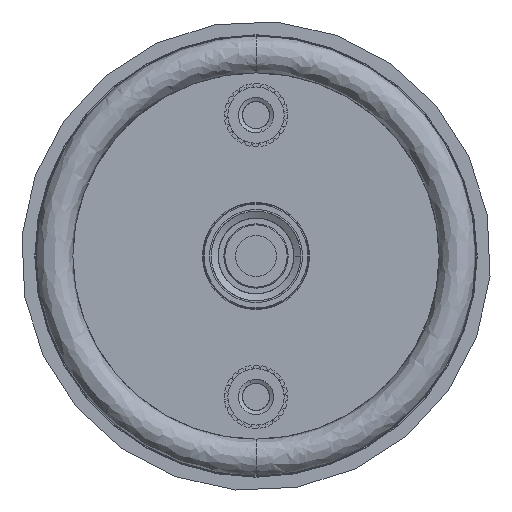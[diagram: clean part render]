
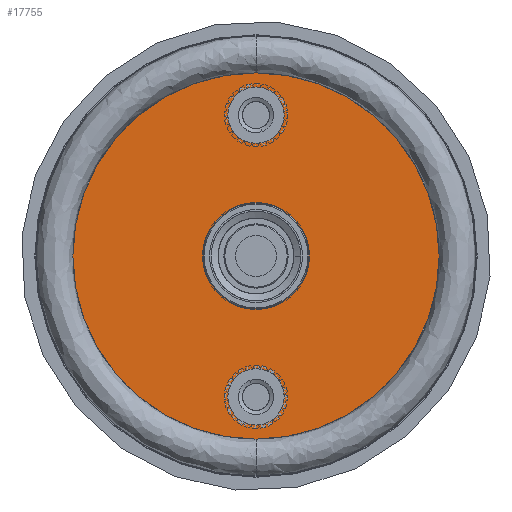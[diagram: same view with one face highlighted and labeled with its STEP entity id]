
A CAD part, front view. The second image highlights one B-rep face of the part: STEP entity #17755.
In plain terms, the highlighted planar face has unit normal (0, -1, 0).
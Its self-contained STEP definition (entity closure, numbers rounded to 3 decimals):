
#867 = DIRECTION ( 'NONE',  ( 1., 0., 0. ) ) ;
#1941 = VERTEX_POINT ( 'NONE', #30052 ) ;
#2012 = AXIS2_PLACEMENT_3D ( 'NONE', #29961, #15447, #867 ) ;
#2241 = EDGE_LOOP ( 'NONE', ( #24733, #15694 ) ) ;
#2537 = DIRECTION ( 'NONE',  ( 0., -1., 0. ) ) ;
#2551 = EDGE_LOOP ( 'NONE', ( #18871, #18662 ) ) ;
#3614 = DIRECTION ( 'NONE',  ( 0., 1., 0. ) ) ;
#3816 = VERTEX_POINT ( 'NONE', #26194 ) ;
#3919 = DIRECTION ( 'NONE',  ( 1., 0., 0. ) ) ;
#4220 = CARTESIAN_POINT ( 'NONE',  ( 0., -6.194, 10. ) ) ;
#4244 = AXIS2_PLACEMENT_3D ( 'NONE', #10737, #12434, #9852 ) ;
#4511 = AXIS2_PLACEMENT_3D ( 'NONE', #22840, #18367, #5930 ) ;
#5164 = FACE_BOUND ( 'NONE', #18612, .T. ) ;
#5273 = EDGE_CURVE ( 'NONE', #1941, #25978, #21001, .T. ) ;
#5328 = EDGE_CURVE ( 'NONE', #9854, #27077, #30473, .T. ) ;
#5642 = DIRECTION ( 'NONE',  ( 1., 0., 0. ) ) ;
#5930 = DIRECTION ( 'NONE',  ( 1., 0., 0. ) ) ;
#6250 = CARTESIAN_POINT ( 'NONE',  ( 0., -6.194, 0. ) ) ;
#6365 = CIRCLE ( 'NONE', #15156, 3.75 ) ;
#7354 = ORIENTED_EDGE ( 'NONE', *, *, #27401, .F. ) ;
#8248 = AXIS2_PLACEMENT_3D ( 'NONE', #27627, #12760, #5642 ) ;
#8583 = DIRECTION ( 'NONE',  ( 1., 0., 0. ) ) ;
#8717 = AXIS2_PLACEMENT_3D ( 'NONE', #6250, #3614, #3919 ) ;
#9355 = CIRCLE ( 'NONE', #8248, 2. ) ;
#9852 = DIRECTION ( 'NONE',  ( -1., 0., 0. ) ) ;
#9854 = VERTEX_POINT ( 'NONE', #29281 ) ;
#10075 = DIRECTION ( 'NONE',  ( 0., -1., 0. ) ) ;
#10737 = CARTESIAN_POINT ( 'NONE',  ( 16.731, -6.194, 0. ) ) ;
#10821 = ORIENTED_EDGE ( 'NONE', *, *, #5273, .F. ) ;
#10862 = FACE_BOUND ( 'NONE', #2241, .T. ) ;
#10935 = EDGE_CURVE ( 'NONE', #25978, #1941, #20073, .T. ) ;
#11153 = CARTESIAN_POINT ( 'NONE',  ( 3.75, -6.194, 0. ) ) ;
#11451 = DIRECTION ( 'NONE',  ( 0., -1., 0. ) ) ;
#11610 = FACE_OUTER_BOUND ( 'NONE', #25237, .T. ) ;
#12434 = DIRECTION ( 'NONE',  ( 0., 1., 0. ) ) ;
#12760 = DIRECTION ( 'NONE',  ( 0., -1., 0. ) ) ;
#14479 = VERTEX_POINT ( 'NONE', #28895 ) ;
#15015 = VERTEX_POINT ( 'NONE', #23396 ) ;
#15156 = AXIS2_PLACEMENT_3D ( 'NONE', #18261, #23149, #8583 ) ;
#15447 = DIRECTION ( 'NONE',  ( 0., -1., 0. ) ) ;
#15694 = ORIENTED_EDGE ( 'NONE', *, *, #26446, .F. ) ;
#16463 = CIRCLE ( 'NONE', #17102, 3.75 ) ;
#16845 = CIRCLE ( 'NONE', #2012, 2. ) ;
#16866 = AXIS2_PLACEMENT_3D ( 'NONE', #4220, #11451, #25916 ) ;
#16993 = CARTESIAN_POINT ( 'NONE',  ( 0., -6.194, -10. ) ) ;
#17102 = AXIS2_PLACEMENT_3D ( 'NONE', #17420, #10075, #27096 ) ;
#17208 = PLANE ( 'NONE',  #4244 ) ;
#17420 = CARTESIAN_POINT ( 'NONE',  ( 0., -6.194, 0. ) ) ;
#17755 = ADVANCED_FACE ( 'NONE', ( #11610, #10862, #5164, #30591 ), #17208, .F. ) ;
#18261 = CARTESIAN_POINT ( 'NONE',  ( 0., -6.194, 0. ) ) ;
#18367 = DIRECTION ( 'NONE',  ( 0., 1., 0. ) ) ;
#18612 = EDGE_LOOP ( 'NONE', ( #29853, #7354 ) ) ;
#18662 = ORIENTED_EDGE ( 'NONE', *, *, #23234, .F. ) ;
#18871 = ORIENTED_EDGE ( 'NONE', *, *, #19355, .F. ) ;
#19355 = EDGE_CURVE ( 'NONE', #27554, #14479, #16463, .T. ) ;
#19783 = CARTESIAN_POINT ( 'NONE',  ( -2., -6.194, 10. ) ) ;
#20073 = CIRCLE ( 'NONE', #4511, 13. ) ;
#21001 = CIRCLE ( 'NONE', #8717, 13. ) ;
#22386 = ORIENTED_EDGE ( 'NONE', *, *, #10935, .F. ) ;
#22840 = CARTESIAN_POINT ( 'NONE',  ( 0., -6.194, 0. ) ) ;
#23149 = DIRECTION ( 'NONE',  ( 0., -1., 0. ) ) ;
#23234 = EDGE_CURVE ( 'NONE', #14479, #27554, #6365, .T. ) ;
#23396 = CARTESIAN_POINT ( 'NONE',  ( 2., -6.194, -10. ) ) ;
#24733 = ORIENTED_EDGE ( 'NONE', *, *, #5328, .F. ) ;
#24801 = CARTESIAN_POINT ( 'NONE',  ( -13., -6.194, 0. ) ) ;
#25237 = EDGE_LOOP ( 'NONE', ( #10821, #22386 ) ) ;
#25916 = DIRECTION ( 'NONE',  ( 1., 0., 0. ) ) ;
#25978 = VERTEX_POINT ( 'NONE', #24801 ) ;
#26194 = CARTESIAN_POINT ( 'NONE',  ( -2., -6.194, -10. ) ) ;
#26446 = EDGE_CURVE ( 'NONE', #27077, #9854, #9355, .T. ) ;
#27077 = VERTEX_POINT ( 'NONE', #19783 ) ;
#27096 = DIRECTION ( 'NONE',  ( 1., 0., 0. ) ) ;
#27401 = EDGE_CURVE ( 'NONE', #3816, #15015, #30576, .T. ) ;
#27554 = VERTEX_POINT ( 'NONE', #11153 ) ;
#27627 = CARTESIAN_POINT ( 'NONE',  ( 0., -6.194, 10. ) ) ;
#28189 = AXIS2_PLACEMENT_3D ( 'NONE', #16993, #2537, #29292 ) ;
#28826 = EDGE_CURVE ( 'NONE', #15015, #3816, #16845, .T. ) ;
#28895 = CARTESIAN_POINT ( 'NONE',  ( -3.75, -6.194, 0. ) ) ;
#29281 = CARTESIAN_POINT ( 'NONE',  ( 2., -6.194, 10. ) ) ;
#29292 = DIRECTION ( 'NONE',  ( 1., 0., 0. ) ) ;
#29853 = ORIENTED_EDGE ( 'NONE', *, *, #28826, .F. ) ;
#29961 = CARTESIAN_POINT ( 'NONE',  ( 0., -6.194, -10. ) ) ;
#30052 = CARTESIAN_POINT ( 'NONE',  ( 13., -6.194, 0. ) ) ;
#30473 = CIRCLE ( 'NONE', #16866, 2. ) ;
#30576 = CIRCLE ( 'NONE', #28189, 2. ) ;
#30591 = FACE_BOUND ( 'NONE', #2551, .T. ) ;
